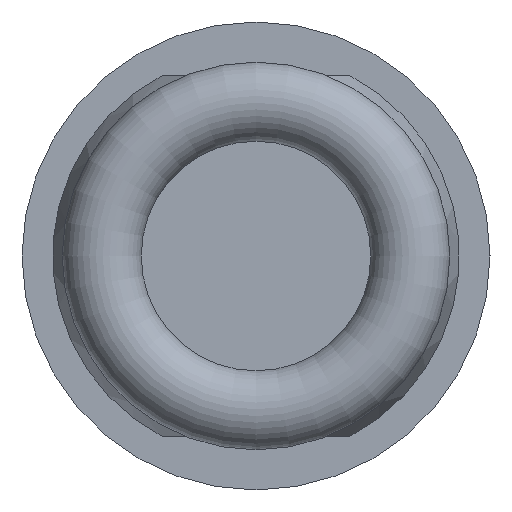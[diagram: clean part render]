
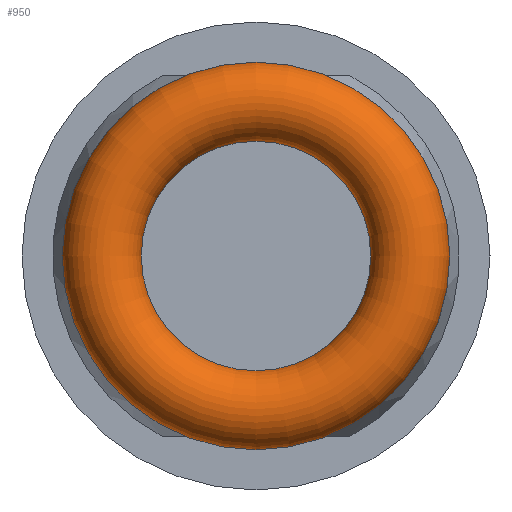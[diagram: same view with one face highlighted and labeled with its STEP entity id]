
A CAD part, left-side view. The second image highlights one B-rep face of the part: STEP entity #950.
In plain terms, the highlighted toroidal (fillet/blend) face has major radius 0.512 mm and minor radius 0.131 mm.
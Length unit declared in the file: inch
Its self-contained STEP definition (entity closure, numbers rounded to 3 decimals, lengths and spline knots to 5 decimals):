
#35 = CIRCLE ( 'NONE', #900, 0.02534 ) ;
#38 = CIRCLE ( 'NONE', #913, 0.015 ) ;
#56 = ORIENTED_EDGE ( 'NONE', *, *, #832, .T. ) ;
#101 = ORIENTED_EDGE ( 'NONE', *, *, #842, .F. ) ;
#197 = EDGE_LOOP ( 'NONE', ( #101 ) ) ;
#199 = EDGE_LOOP ( 'NONE', ( #56 ) ) ;
#242 = CARTESIAN_POINT ( 'NONE',  ( -0.25883, 0.015, 0. ) ) ;
#254 = DIRECTION ( 'NONE',  ( 0., 1., 0. ) ) ;
#258 = DIRECTION ( 'NONE',  ( 1., 0., 0. ) ) ;
#269 = CARTESIAN_POINT ( 'NONE',  ( -0.25883, 0., 0. ) ) ;
#439 = CARTESIAN_POINT ( 'NONE',  ( -0.25883, 0.02534, 0. ) ) ;
#555 = AXIS2_PLACEMENT_3D ( 'NONE', #269, #258, #254 ) ;
#624 = TOROIDAL_SURFACE ( 'NONE', #555, 0.02017, 0.00517 ) ;
#629 = FACE_OUTER_BOUND ( 'NONE', #197, .T. ) ;
#635 = FACE_OUTER_BOUND ( 'NONE', #199, .T. ) ;
#642 = VERTEX_POINT ( 'NONE', #439 ) ;
#675 = VERTEX_POINT ( 'NONE', #242 ) ;
#724 = DIRECTION ( 'NONE',  ( 0., 1., 0. ) ) ;
#725 = CARTESIAN_POINT ( 'NONE',  ( -0.25883, 0., 0. ) ) ;
#726 = DIRECTION ( 'NONE',  ( 1., 0., 0. ) ) ;
#820 = CARTESIAN_POINT ( 'NONE',  ( -0.25883, 0., 0. ) ) ;
#829 = DIRECTION ( 'NONE',  ( 1., 0., 0. ) ) ;
#830 = DIRECTION ( 'NONE',  ( 0., 1., 0. ) ) ;
#832 = EDGE_CURVE ( 'NONE', #675, #675, #38, .T. ) ;
#842 = EDGE_CURVE ( 'NONE', #642, #642, #35, .T. ) ;
#900 = AXIS2_PLACEMENT_3D ( 'NONE', #820, #829, #830 ) ;
#913 = AXIS2_PLACEMENT_3D ( 'NONE', #725, #726, #724 ) ;
#950 = ADVANCED_FACE ( 'NONE', ( #635, #629 ), #624, .T. ) ;
